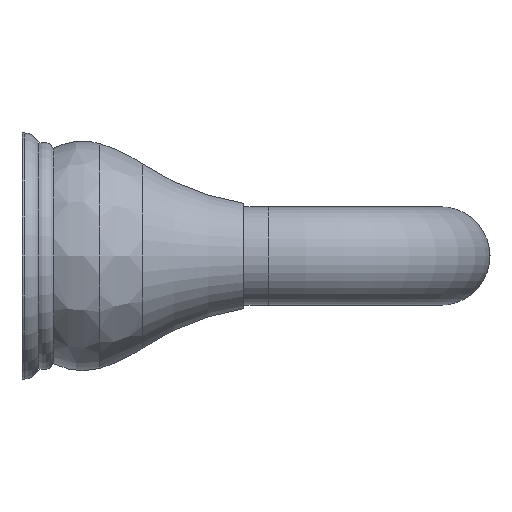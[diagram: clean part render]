
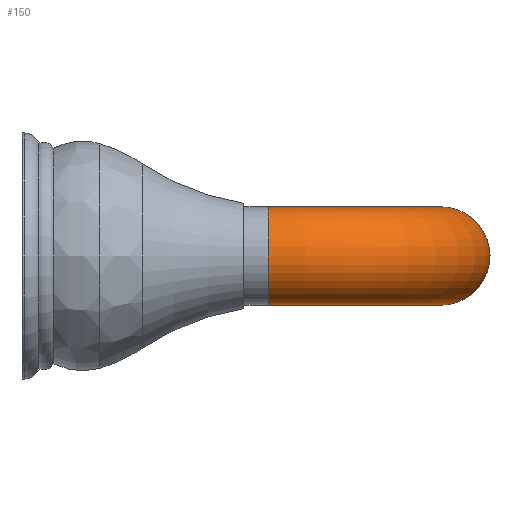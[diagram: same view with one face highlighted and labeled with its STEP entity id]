
A CAD part, left-side view. The second image highlights one B-rep face of the part: STEP entity #150.
In plain terms, the highlighted toroidal (fillet/blend) face has major radius 35 mm and minor radius 10 mm.
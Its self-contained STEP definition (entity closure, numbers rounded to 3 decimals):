
#123=TOROIDAL_SURFACE('',#370,35.,10.);
#150=ADVANCED_FACE('',(#190,#191),#123,.T.);
#190=FACE_BOUND('',#230,.T.);
#191=FACE_BOUND('',#231,.T.);
#230=EDGE_LOOP('',(#270));
#231=EDGE_LOOP('',(#271));
#270=ORIENTED_EDGE('',*,*,#313,.T.);
#271=ORIENTED_EDGE('',*,*,#312,.F.);
#292=VERTEX_POINT('',#612);
#293=VERTEX_POINT('',#615);
#312=EDGE_CURVE('',#292,#292,#332,.T.);
#313=EDGE_CURVE('',#293,#293,#333,.T.);
#332=CIRCLE('',#367,10.);
#333=CIRCLE('',#369,10.);
#367=AXIS2_PLACEMENT_3D('',#611,#438,#439);
#369=AXIS2_PLACEMENT_3D('',#614,#442,#443);
#370=AXIS2_PLACEMENT_3D('',#616,#444,#445);
#438=DIRECTION('',(1.,0.,0.));
#439=DIRECTION('',(0.,1.,0.));
#442=DIRECTION('',(0.,-1.,0.));
#443=DIRECTION('',(1.,0.,0.));
#444=DIRECTION('',(0.,0.,1.));
#445=DIRECTION('',(1.,0.,0.));
#611=CARTESIAN_POINT('',(1091.105,1120.311,0.));
#612=CARTESIAN_POINT('',(1091.105,1130.311,0.));
#614=CARTESIAN_POINT('',(1056.105,1155.311,0.));
#615=CARTESIAN_POINT('',(1066.105,1155.311,0.));
#616=CARTESIAN_POINT('',(1091.105,1155.311,0.));
